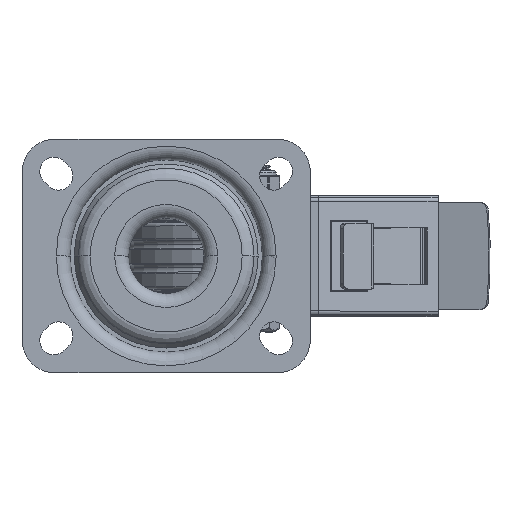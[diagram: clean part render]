
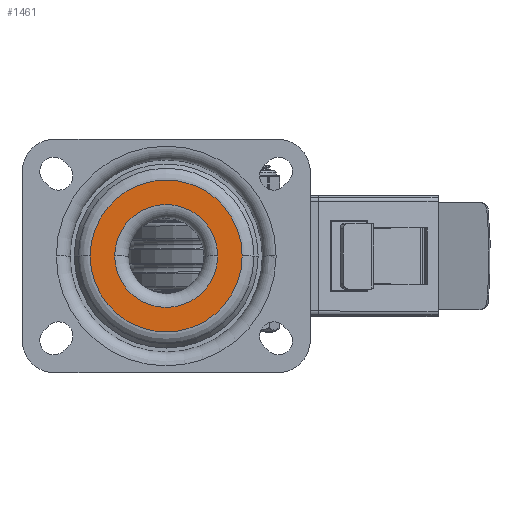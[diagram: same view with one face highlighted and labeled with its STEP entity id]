
A CAD part, top view. The second image highlights one B-rep face of the part: STEP entity #1461.
In plain terms, the highlighted planar face has unit normal (0, 0, 1).
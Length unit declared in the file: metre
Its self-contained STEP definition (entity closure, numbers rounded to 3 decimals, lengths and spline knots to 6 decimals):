
#1461=ADVANCED_FACE('98:63484',(#2684,#2685),#2686,.T.);
#2684=FACE_OUTER_BOUND('',#4610,.T.);
#2685=FACE_BOUND('',#4611,.T.);
#2686=PLANE('',#4612);
#4610=EDGE_LOOP('',(#14894,#14895));
#4611=EDGE_LOOP('',(#14896,#14897));
#4612=AXIS2_PLACEMENT_3D('',#14898,#14899,#14900);
#14894=ORIENTED_EDGE('',*,*,#21186,.F.);
#14895=ORIENTED_EDGE('',*,*,#21569,.F.);
#14896=ORIENTED_EDGE('',*,*,#21192,.F.);
#14897=ORIENTED_EDGE('',*,*,#21568,.F.);
#14898=CARTESIAN_POINT('',(0.0,0.0,0.0));
#14899=DIRECTION('',(0.0,0.0,1.0));
#14900=DIRECTION('',(1.0,0.0,0.0));
#21186=EDGE_CURVE('98:64627',#23605,#23602,#23607,.T.);
#21192=EDGE_CURVE('98:64621',#23616,#23618,#23619,.T.);
#21568=EDGE_CURVE('98:64621',#23618,#23616,#24232,.T.);
#21569=EDGE_CURVE('98:64627',#23602,#23605,#24233,.T.);
#23602=VERTEX_POINT('',#27453);
#23605=VERTEX_POINT('',#27456);
#23607=CIRCLE('',#27458,0.027669);
#23616=VERTEX_POINT('',#27469);
#23618=VERTEX_POINT('',#27471);
#23619=CIRCLE('',#27472,0.01875);
#24232=CIRCLE('',#28353,0.01875);
#24233=CIRCLE('',#28354,0.027669);
#27453=CARTESIAN_POINT('',(0.027669,0.,0.0));
#27456=CARTESIAN_POINT('',(-0.027669,0.,0.0));
#27458=AXIS2_PLACEMENT_3D('',#36454,#36455,#36456);
#27469=CARTESIAN_POINT('',(0.01875,0.0,0.0));
#27471=CARTESIAN_POINT('',(-0.01875,0.,0.0));
#27472=AXIS2_PLACEMENT_3D('',#36468,#36469,#36470);
#28353=AXIS2_PLACEMENT_3D('',#37060,#37061,#37062);
#28354=AXIS2_PLACEMENT_3D('',#37063,#37064,#37065);
#36454=CARTESIAN_POINT('',(0.0,0.0,0.0));
#36455=DIRECTION('',(0.0,-0.0,-1.0));
#36456=DIRECTION('',(1.0,0.,0.0));
#36468=CARTESIAN_POINT('',(0.0,0.0,0.0));
#36469=DIRECTION('',(0.0,0.0,1.0));
#36470=DIRECTION('',(-1.0,0.,0.0));
#37060=CARTESIAN_POINT('',(0.0,0.0,0.0));
#37061=DIRECTION('',(0.0,0.0,1.0));
#37062=DIRECTION('',(-1.0,0.,0.0));
#37063=CARTESIAN_POINT('',(0.0,0.0,0.0));
#37064=DIRECTION('',(0.0,-0.0,-1.0));
#37065=DIRECTION('',(1.0,0.,0.0));
